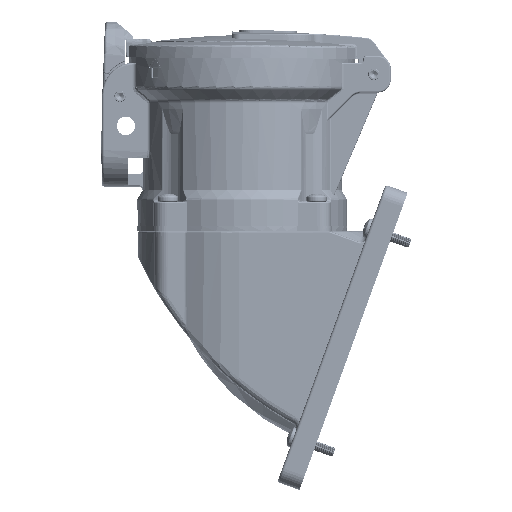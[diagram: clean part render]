
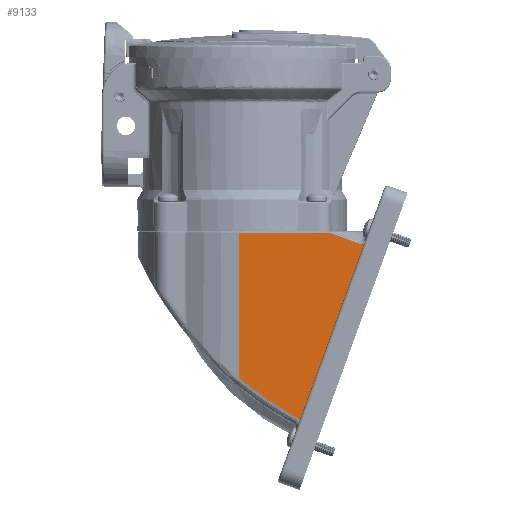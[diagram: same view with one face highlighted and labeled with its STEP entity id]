
A CAD part, left-side view. The second image highlights one B-rep face of the part: STEP entity #9133.
In plain terms, the highlighted planar face has unit normal (-1, 0, 0).
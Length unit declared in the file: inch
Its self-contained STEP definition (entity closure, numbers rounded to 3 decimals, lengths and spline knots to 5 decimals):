
#4094 = ORIENTED_EDGE ( 'NONE', *, *, #5490, .T. ) ;
#5490 = EDGE_CURVE ( 'NONE', #19359, #25262, #20376, .T. ) ;
#5509 = B_SPLINE_CURVE_WITH_KNOTS ( 'NONE', 3,
 ( #17815, #80376, #18790, #139969, #181036, #121460 ),
 .UNSPECIFIED., .F., .F.,
 ( 4, 2, 4 ),
 ( 0., 0.5, 1. ),
 .UNSPECIFIED. ) ;
#5572 = EDGE_CURVE ( 'NONE', #25262, #134106, #169050, .T. ) ;
#7965 = CARTESIAN_POINT ( 'NONE',  ( 1.74871, -3.33239, 0.23296 ) ) ;
#9133 = ADVANCED_FACE ( 'NONE', ( #102409 ), #28147, .T. ) ;
#12398 = CARTESIAN_POINT ( 'NONE',  ( 1.74871, -2.73949, -2.63716 ) ) ;
#12699 = CARTESIAN_POINT ( 'NONE',  ( 1.74871, -2.00281, -1.88823 ) ) ;
#13678 = VERTEX_POINT ( 'NONE', #180737 ) ;
#14555 = ORIENTED_EDGE ( 'NONE', *, *, #82037, .T. ) ;
#15215 = VECTOR ( 'NONE', #48335, 39.37008 ) ;
#17705 = VERTEX_POINT ( 'NONE', #60022 ) ;
#17815 = CARTESIAN_POINT ( 'NONE',  ( 1.74871, -3.33239, 0.23296 ) ) ;
#18790 = CARTESIAN_POINT ( 'NONE',  ( 1.74871, -3.32802, 0.23434 ) ) ;
#19359 = VERTEX_POINT ( 'NONE', #12699 ) ;
#19520 = CARTESIAN_POINT ( 'NONE',  ( 1.74871, -3.75008, 0.08094 ) ) ;
#19647 = EDGE_CURVE ( 'NONE', #19359, #17705, #184126, .T. ) ;
#20376 = B_SPLINE_CURVE_WITH_KNOTS ( 'NONE', 3,
 ( #173710, #160984, #25164, #82877, #101334, #84791, #187414, #27059 ),
 .UNSPECIFIED., .F., .F.,
 ( 4, 2, 2, 4 ),
 ( 0., 0.5, 0.75, 1. ),
 .UNSPECIFIED. ) ;
#25164 = CARTESIAN_POINT ( 'NONE',  ( 1.74871, -2.26691, -2.09966 ) ) ;
#25262 = VERTEX_POINT ( 'NONE', #175570 ) ;
#27059 = CARTESIAN_POINT ( 'NONE',  ( 1.74871, -2.83657, -2.4623 ) ) ;
#28147 = PLANE ( 'NONE',  #28429 ) ;
#28429 = AXIS2_PLACEMENT_3D ( 'NONE', #120984, #75073, #180541 ) ;
#34555 = CARTESIAN_POINT ( 'NONE',  ( 1.74871, -3.83901, 0.09136 ) ) ;
#38189 = DIRECTION ( 'NONE',  ( 0., -0.342, 0.94 ) ) ;
#39316 = ORIENTED_EDGE ( 'NONE', *, *, #116071, .T. ) ;
#47131 = VECTOR ( 'NONE', #71913, 39.37008 ) ;
#48335 = DIRECTION ( 'NONE',  ( 0., 0., 1. ) ) ;
#56243 = LINE ( 'NONE', #145224, #47131 ) ;
#60022 = CARTESIAN_POINT ( 'NONE',  ( 1.74871, -2.00281, 0.23534 ) ) ;
#64542 = DIRECTION ( 'NONE',  ( 0., 1., 0. ) ) ;
#65030 = CIRCLE ( 'NONE', #105438, 0.09969 ) ;
#71913 = DIRECTION ( 'NONE',  ( 0., 0.94, 0.342 ) ) ;
#74713 = VECTOR ( 'NONE', #64542, 39.37008 ) ;
#75073 = DIRECTION ( 'NONE',  ( -1., 0., 0. ) ) ;
#75594 = ORIENTED_EDGE ( 'NONE', *, *, #112106, .T. ) ;
#78560 = VERTEX_POINT ( 'NONE', #19520 ) ;
#79233 = CARTESIAN_POINT ( 'NONE',  ( 1.74871, -4.19454, 0.23534 ) ) ;
#80376 = CARTESIAN_POINT ( 'NONE',  ( 1.74871, -3.33024, 0.23375 ) ) ;
#82037 = EDGE_CURVE ( 'NONE', #182836, #78560, #65030, .T. ) ;
#82877 = CARTESIAN_POINT ( 'NONE',  ( 1.74871, -2.47535, -2.24317 ) ) ;
#84781 = AXIS2_PLACEMENT_3D ( 'NONE', #12398, #99435, #131668 ) ;
#84791 = CARTESIAN_POINT ( 'NONE',  ( 1.74871, -2.68954, -2.37834 ) ) ;
#93837 = LINE ( 'NONE', #79233, #74713 ) ;
#99435 = DIRECTION ( 'NONE',  ( 1., 0., 0. ) ) ;
#101334 = CARTESIAN_POINT ( 'NONE',  ( 1.74871, -2.54598, -2.28934 ) ) ;
#101543 = CARTESIAN_POINT ( 'NONE',  ( 1.74871, -2.8927, -2.5086 ) ) ;
#102409 = FACE_OUTER_BOUND ( 'NONE', #192901, .T. ) ;
#105438 = AXIS2_PLACEMENT_3D ( 'NONE', #113443, #173022, #38189 ) ;
#106988 = VECTOR ( 'NONE', #178653, 39.37008 ) ;
#112106 = EDGE_CURVE ( 'NONE', #13678, #17705, #93837, .T. ) ;
#113443 = CARTESIAN_POINT ( 'NONE',  ( 1.74871, -3.78418, 0.17461 ) ) ;
#116071 = EDGE_CURVE ( 'NONE', #157733, #13678, #5509, .T. ) ;
#119071 = CARTESIAN_POINT ( 'NONE',  ( 1.74871, -3.3559, -1.23596 ) ) ;
#120984 = CARTESIAN_POINT ( 'NONE',  ( 1.74871, -4.19454, -0.01732 ) ) ;
#121460 = CARTESIAN_POINT ( 'NONE',  ( 1.74871, -3.31895, 0.23534 ) ) ;
#125547 = CARTESIAN_POINT ( 'NONE',  ( 1.74871, -2.00281, 0.25502 ) ) ;
#128062 = EDGE_CURVE ( 'NONE', #134106, #182836, #135670, .T. ) ;
#129360 = ORIENTED_EDGE ( 'NONE', *, *, #128062, .T. ) ;
#131668 = DIRECTION ( 'NONE',  ( 0., -0.342, 0.94 ) ) ;
#134106 = VERTEX_POINT ( 'NONE', #101543 ) ;
#135670 = LINE ( 'NONE', #119071, #106988 ) ;
#139969 = CARTESIAN_POINT ( 'NONE',  ( 1.74871, -3.32351, 0.23514 ) ) ;
#145224 = CARTESIAN_POINT ( 'NONE',  ( 1.74871, -4.17413, -0.0734 ) ) ;
#151151 = ORIENTED_EDGE ( 'NONE', *, *, #19647, .F. ) ;
#157733 = VERTEX_POINT ( 'NONE', #7965 ) ;
#160984 = CARTESIAN_POINT ( 'NONE',  ( 1.74871, -2.13253, -1.99733 ) ) ;
#169050 = CIRCLE ( 'NONE', #84781, 0.2 ) ;
#173022 = DIRECTION ( 'NONE',  ( 1., 0., 0. ) ) ;
#173710 = CARTESIAN_POINT ( 'NONE',  ( 1.74871, -2.00281, -1.88823 ) ) ;
#175239 = EDGE_CURVE ( 'NONE', #78560, #157733, #56243, .T. ) ;
#175570 = CARTESIAN_POINT ( 'NONE',  ( 1.74871, -2.83657, -2.4623 ) ) ;
#178653 = DIRECTION ( 'NONE',  ( 0., -0.342, 0.94 ) ) ;
#180521 = ORIENTED_EDGE ( 'NONE', *, *, #175239, .T. ) ;
#180541 = DIRECTION ( 'NONE',  ( 0., -0.342, 0.94 ) ) ;
#180737 = CARTESIAN_POINT ( 'NONE',  ( 1.74871, -3.31895, 0.23534 ) ) ;
#181036 = CARTESIAN_POINT ( 'NONE',  ( 1.74871, -3.32124, 0.23534 ) ) ;
#182836 = VERTEX_POINT ( 'NONE', #34555 ) ;
#184126 = LINE ( 'NONE', #125547, #15215 ) ;
#187414 = CARTESIAN_POINT ( 'NONE',  ( 1.74871, -2.76247, -2.42116 ) ) ;
#191484 = ORIENTED_EDGE ( 'NONE', *, *, #5572, .T. ) ;
#192901 = EDGE_LOOP ( 'NONE', ( #129360, #14555, #180521, #39316, #75594, #151151, #4094, #191484 ) ) ;
